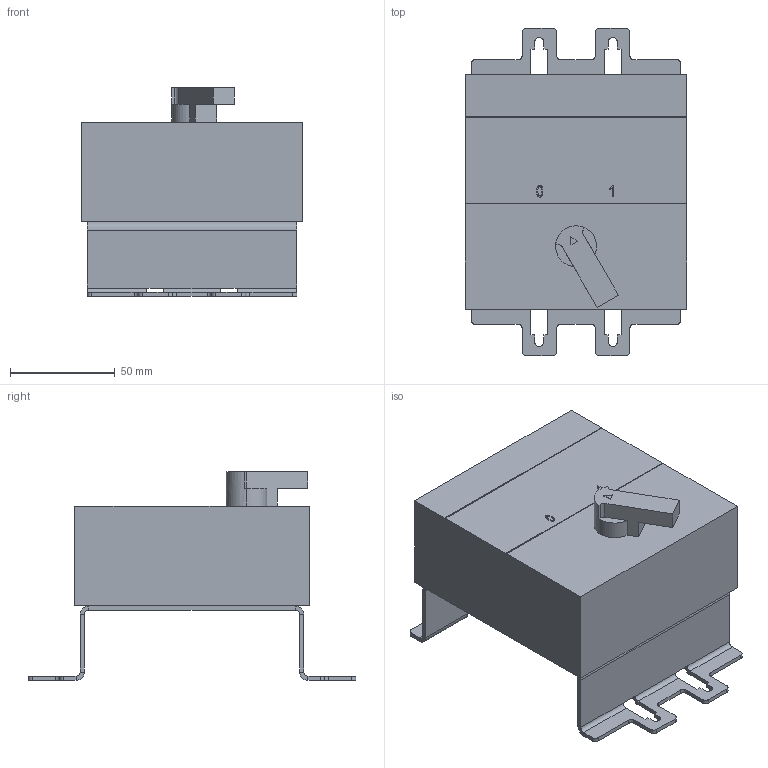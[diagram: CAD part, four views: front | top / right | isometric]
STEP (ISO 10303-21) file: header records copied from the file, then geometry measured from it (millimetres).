
FILE_DESCRIPTION (( 'STEP AP203' ), '1' );
FILE_NAME ('Ìîòîðíûé ïðèâîä 230 Â ÀÑ ÂÀ-99Ì 250 (mccb99m-a-132).STEP', '2021-10-25T13:08:15', ( '' ), ( '' ), 'SwSTEP 2.0', 'SolidWorks 2021', '' );
FILE_SCHEMA (( 'CONFIG_CONTROL_DESIGN' ));
Length unit declared in the file: millimetre
Products named in the file (1): Ìîòîðíûé ïðèâîä 230 Â ÀÑ ÂÀ-99Ì 250 (mccb99m-a-132)
Bounding box: 105.5 x 156 x 99.5 mm (x, y, z)
Volume: 606130.5 mm3; surface area: 86303.9 mm2
Topology: 2 solids, 2 shells, 172 faces, 465 edges, 294 vertices
Faces by surface type: plane 114, cylinder 47, bspline 11
Entity records: 6010 total; most frequent: CARTESIAN_POINT 1607, ORIENTED_EDGE 930, DIRECTION 863, EDGE_CURVE 465, LINE 347, VECTOR 347, VERTEX_POINT 294, AXIS2_PLACEMENT_3D 258
